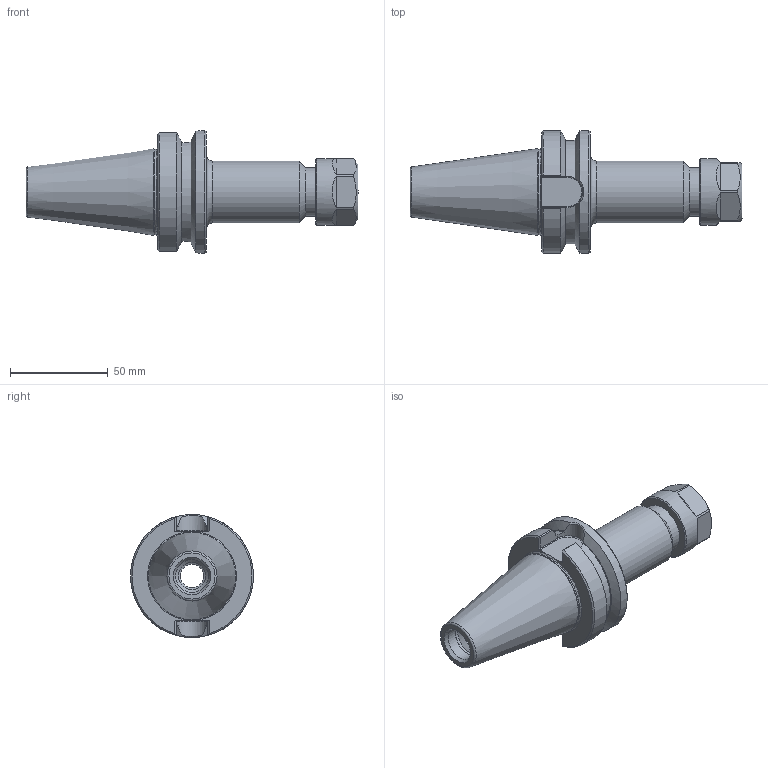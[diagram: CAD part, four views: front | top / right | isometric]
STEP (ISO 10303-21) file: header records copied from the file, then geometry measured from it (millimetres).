
FILE_DESCRIPTION((''),'2;1');
FILE_NAME('B40-20ERP412.stp','2014-06-02T15:11:51',('anddod'),(''),'Autodesk Inventor 2012','Autodesk Inventor 2012','');
FILE_SCHEMA(('AUTOMOTIVE_DESIGN { 1 0 10303 214 1 1 1 1 }'));
Length unit declared in the file: inch
Products named in the file (3): B40-20ERP412; B40-20ER4-1; 20ERHPN
Assembly tree (2 placements, depth 2):
  B40-20ERP412
    B40-20ER4-1
    20ERHPN
Bounding box: 170.05 x 62.99 x 62.99 mm (x, y, z)
Volume: 167293.5 mm3; surface area: 35379.2 mm2
Topology: 2 solids, 2 shells, 104 faces, 252 edges, 156 vertices
Faces by surface type: plane 40, cylinder 28, cone 25, torus 8, bspline 3
Full cylindrical faces by diameter (mm): 11.989 x1, 13.843 x1, 14.478 x1, 14.91 x1, 17.013 x1, 17.623 x1, 20.066 x1, 23.52 x1, 25 x1, 25.527 x1, 31.75 x1, 34.036 x1, 43.942 x1, 62.992 x1
Entity records: 3179 total; most frequent: CARTESIAN_POINT 793, DIRECTION 468, ORIENTED_EDGE 414, EDGE_CURVE 207, AXIS2_PLACEMENT_3D 197, EDGE_LOOP 151, VERTEX_POINT 150, FACE_OUTER_BOUND 104
